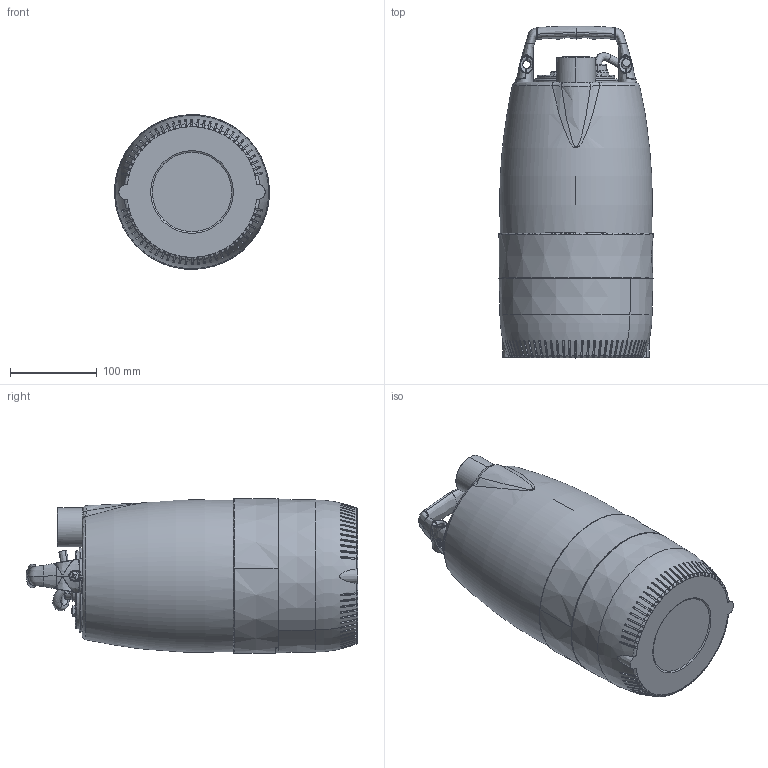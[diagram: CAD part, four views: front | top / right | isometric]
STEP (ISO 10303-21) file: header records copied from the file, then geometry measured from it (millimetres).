
FILE_DESCRIPTION (( 'STEP AP214' ), '1' );
FILE_NAME ('4.93.607.05swa01.step', '2022-01-21T14:42:47', ( '' ), ( '' ), 'SwSTEP 2.0', 'SolidWorks 2020', '' );
FILE_SCHEMA (( 'AUTOMOTIVE_DESIGN' ));
Length unit declared in the file: millimetre
Products named in the file (6): Copia (2) di Fermacavo^4.93.607.05swa01; 4.93.607.05swa01; Copia di Fermacavo^4.93.607.05swa01; Copia di 188212^4.93.607.05swa01; Copia di Filtro^4.93.607.05swa01; Copia di Distanziale^4.93.607.05swa01
Assembly tree (5 placements, depth 2):
  4.93.607.05swa01
    Copia di 188212^4.93.607.05swa01
    Copia di Fermacavo^4.93.607.05swa01
    Copia (2) di Fermacavo^4.93.607.05swa01
    Copia di Filtro^4.93.607.05swa01
    Copia di Distanziale^4.93.607.05swa01
Bounding box: 178.3 x 382.33 x 178.44 mm (x, y, z)
Volume: 6813024.6 mm3; surface area: 403531.2 mm2
Topology: 10 solids, 10 shells, 1839 faces, 4842 edges, 3027 vertices
Faces by surface type: plane 584, bspline 572, cylinder 527, torus 82, cone 62, sphere 12
Entity records: 190098 total; most frequent: CARTESIAN_POINT 152156, ORIENTED_EDGE 9648, DIRECTION 4979, EDGE_CURVE 4824, VERTEX_POINT 3027, B_SPLINE_CURVE_WITH_KNOTS 2609, EDGE_LOOP 1871, FACE_OUTER_BOUND 1839
